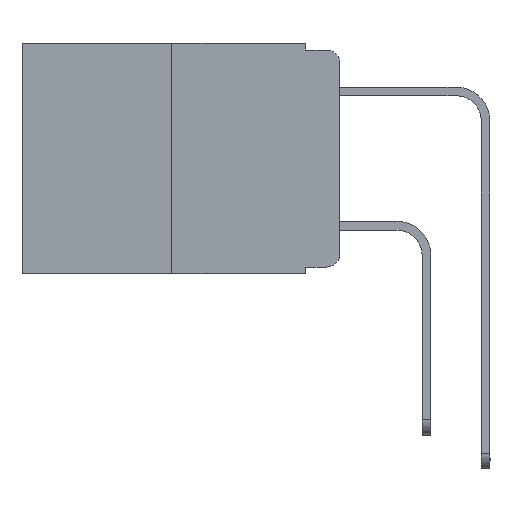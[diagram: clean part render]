
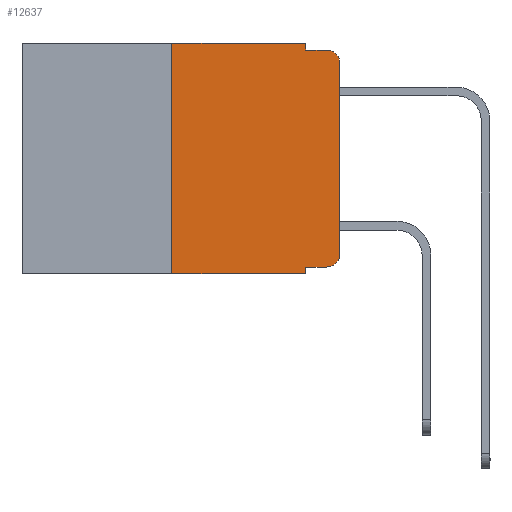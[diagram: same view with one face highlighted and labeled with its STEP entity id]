
A CAD part, left-side view. The second image highlights one B-rep face of the part: STEP entity #12637.
In plain terms, the highlighted planar face has unit normal (-1, 0, 0).
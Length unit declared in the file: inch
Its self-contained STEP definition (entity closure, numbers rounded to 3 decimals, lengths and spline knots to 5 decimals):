
#226 = EDGE_LOOP ( 'NONE', ( #12022, #5068, #5984, #8713, #18642, #5427, #13828, #4887, #2329, #5404 ) ) ;
#268 = DIRECTION ( 'NONE',  ( 0., -1., 0. ) ) ;
#765 = LINE ( 'NONE', #6744, #8025 ) ;
#920 = LINE ( 'NONE', #6706, #9930 ) ;
#1023 = CARTESIAN_POINT ( 'NONE',  ( 0., 0.051, 0. ) ) ;
#1039 = CARTESIAN_POINT ( 'NONE',  ( 0., 0.02, -0.333 ) ) ;
#1401 = FACE_OUTER_BOUND ( 'NONE', #226, .T. ) ;
#1618 = CARTESIAN_POINT ( 'NONE',  ( 0., 0., -0.03 ) ) ;
#2257 = DIRECTION ( 'NONE',  ( 0., -1., 0. ) ) ;
#2329 = ORIENTED_EDGE ( 'NONE', *, *, #16639, .T. ) ;
#3705 = LINE ( 'NONE', #3805, #18399 ) ;
#3805 = CARTESIAN_POINT ( 'NONE',  ( 0., 0.051, -0.333 ) ) ;
#3818 = DIRECTION ( 'NONE',  ( 0., -1., 0. ) ) ;
#4197 = CARTESIAN_POINT ( 'NONE',  ( 0., 0.473, -0.343 ) ) ;
#4240 = VECTOR ( 'NONE', #13606, 39.37008 ) ;
#4383 = CARTESIAN_POINT ( 'NONE',  ( 0., 0.051, -0.01 ) ) ;
#4887 = ORIENTED_EDGE ( 'NONE', *, *, #11439, .F. ) ;
#5068 = ORIENTED_EDGE ( 'NONE', *, *, #5955, .T. ) ;
#5404 = ORIENTED_EDGE ( 'NONE', *, *, #18222, .T. ) ;
#5427 = ORIENTED_EDGE ( 'NONE', *, *, #14318, .F. ) ;
#5461 = CARTESIAN_POINT ( 'NONE',  ( 0., 0.051, -0.333 ) ) ;
#5856 = CARTESIAN_POINT ( 'NONE',  ( 0., 0.02, -0.01 ) ) ;
#5882 = VERTEX_POINT ( 'NONE', #1039 ) ;
#5955 = EDGE_CURVE ( 'NONE', #15507, #17973, #17788, .T. ) ;
#5984 = ORIENTED_EDGE ( 'NONE', *, *, #12277, .F. ) ;
#6706 = CARTESIAN_POINT ( 'NONE',  ( 0., 0.25, 0. ) ) ;
#6744 = CARTESIAN_POINT ( 'NONE',  ( 0., 0.051, 0. ) ) ;
#7111 = CIRCLE ( 'NONE', #15223, 0.02 ) ;
#7218 = DIRECTION ( 'NONE',  ( -1., 0., 0. ) ) ;
#7412 = LINE ( 'NONE', #4383, #8631 ) ;
#7654 = LINE ( 'NONE', #15079, #4240 ) ;
#8025 = VECTOR ( 'NONE', #8300, 39.37008 ) ;
#8224 = CARTESIAN_POINT ( 'NONE',  ( 0., 0.051, -0.01 ) ) ;
#8300 = DIRECTION ( 'NONE',  ( 0., 0., -1. ) ) ;
#8602 = VERTEX_POINT ( 'NONE', #10570 ) ;
#8631 = VECTOR ( 'NONE', #12360, 39.37008 ) ;
#8713 = ORIENTED_EDGE ( 'NONE', *, *, #12209, .F. ) ;
#8952 = EDGE_CURVE ( 'NONE', #16765, #15507, #11624, .T. ) ;
#8990 = EDGE_CURVE ( 'NONE', #10575, #16852, #19058, .T. ) ;
#9041 = DIRECTION ( 'NONE',  ( -1., 0., 0. ) ) ;
#9411 = VERTEX_POINT ( 'NONE', #5461 ) ;
#9901 = CARTESIAN_POINT ( 'NONE',  ( 0., 0.473, 0. ) ) ;
#9930 = VECTOR ( 'NONE', #12654, 39.37008 ) ;
#10077 = VERTEX_POINT ( 'NONE', #8224 ) ;
#10503 = AXIS2_PLACEMENT_3D ( 'NONE', #9901, #19099, #15993 ) ;
#10534 = LINE ( 'NONE', #16407, #19289 ) ;
#10570 = CARTESIAN_POINT ( 'NONE',  ( 0., 0.25, 0. ) ) ;
#10575 = VERTEX_POINT ( 'NONE', #12278 ) ;
#11439 = EDGE_CURVE ( 'NONE', #9411, #16852, #7654, .T. ) ;
#11500 = CARTESIAN_POINT ( 'NONE',  ( 0., 0.02, -0.03 ) ) ;
#11624 = LINE ( 'NONE', #12988, #11999 ) ;
#11999 = VECTOR ( 'NONE', #15955, 39.37008 ) ;
#12022 = ORIENTED_EDGE ( 'NONE', *, *, #8952, .T. ) ;
#12209 = EDGE_CURVE ( 'NONE', #15407, #10077, #765, .T. ) ;
#12277 = EDGE_CURVE ( 'NONE', #10077, #17973, #7412, .T. ) ;
#12278 = CARTESIAN_POINT ( 'NONE',  ( 0., 0.25, -0.343 ) ) ;
#12360 = DIRECTION ( 'NONE',  ( 0., -1., 0. ) ) ;
#12637 = ADVANCED_FACE ( 'NONE', ( #1401 ), #13125, .F. ) ;
#12654 = DIRECTION ( 'NONE',  ( 0., 0., 1. ) ) ;
#12988 = CARTESIAN_POINT ( 'NONE',  ( 0., 0., 0. ) ) ;
#13101 = AXIS2_PLACEMENT_3D ( 'NONE', #11500, #7218, #13155 ) ;
#13125 = PLANE ( 'NONE',  #10503 ) ;
#13155 = DIRECTION ( 'NONE',  ( 0., 0., -1. ) ) ;
#13163 = CARTESIAN_POINT ( 'NONE',  ( 0., 0., -0.313 ) ) ;
#13605 = EDGE_CURVE ( 'NONE', #8602, #15407, #10534, .T. ) ;
#13606 = DIRECTION ( 'NONE',  ( 0., 0., -1. ) ) ;
#13828 = ORIENTED_EDGE ( 'NONE', *, *, #8990, .T. ) ;
#14318 = EDGE_CURVE ( 'NONE', #10575, #8602, #920, .T. ) ;
#15005 = DIRECTION ( 'NONE',  ( 0., 0., -1. ) ) ;
#15079 = CARTESIAN_POINT ( 'NONE',  ( 0., 0.051, 0. ) ) ;
#15223 = AXIS2_PLACEMENT_3D ( 'NONE', #16287, #9041, #15005 ) ;
#15407 = VERTEX_POINT ( 'NONE', #1023 ) ;
#15507 = VERTEX_POINT ( 'NONE', #1618 ) ;
#15780 = VECTOR ( 'NONE', #3818, 39.37008 ) ;
#15955 = DIRECTION ( 'NONE',  ( 0., 0., 1. ) ) ;
#15993 = DIRECTION ( 'NONE',  ( 0., 0., -1. ) ) ;
#16287 = CARTESIAN_POINT ( 'NONE',  ( 0., 0.02, -0.313 ) ) ;
#16407 = CARTESIAN_POINT ( 'NONE',  ( 0., 0.473, 0. ) ) ;
#16500 = CARTESIAN_POINT ( 'NONE',  ( 0., 0.051, -0.343 ) ) ;
#16639 = EDGE_CURVE ( 'NONE', #9411, #5882, #3705, .T. ) ;
#16765 = VERTEX_POINT ( 'NONE', #13163 ) ;
#16852 = VERTEX_POINT ( 'NONE', #16500 ) ;
#17788 = CIRCLE ( 'NONE', #13101, 0.02 ) ;
#17973 = VERTEX_POINT ( 'NONE', #5856 ) ;
#18222 = EDGE_CURVE ( 'NONE', #5882, #16765, #7111, .T. ) ;
#18399 = VECTOR ( 'NONE', #2257, 39.37008 ) ;
#18642 = ORIENTED_EDGE ( 'NONE', *, *, #13605, .F. ) ;
#19058 = LINE ( 'NONE', #4197, #15780 ) ;
#19099 = DIRECTION ( 'NONE',  ( 1., 0., 0. ) ) ;
#19289 = VECTOR ( 'NONE', #268, 39.37008 ) ;
